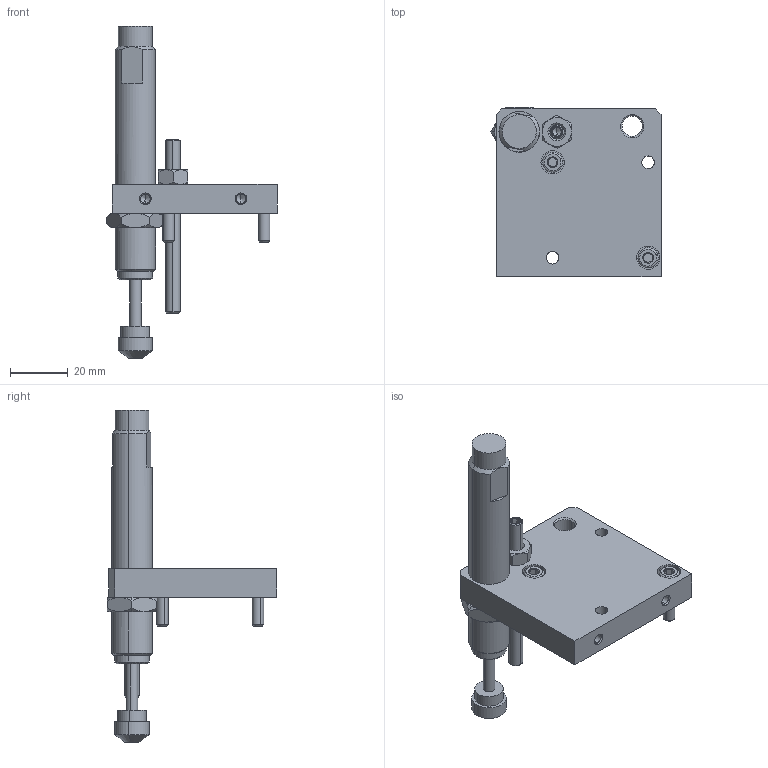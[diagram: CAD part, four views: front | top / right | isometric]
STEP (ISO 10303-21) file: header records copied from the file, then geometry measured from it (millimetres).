
FILE_DESCRIPTION(('STEP AP203'),'1');
FILE_NAME('1258-0001.stp','2023-03-24T09:29:29',('TraceParts'),('TraceParts S.A.'),'Spatial InterOp 3D',' ',' ');
FILE_SCHEMA(('CONFIG_CONTROL_DESIGN'));
Length unit declared in the file: millimetre
Products named in the file (1): 1
Bounding box: 58.81 x 58.5 x 114.7 mm (x, y, z)
Volume: 46585.5 mm3; surface area: 17668.9 mm2
Topology: 7 solids, 8 shells, 244 faces, 541 edges, 322 vertices
Faces by surface type: cone 106, plane 74, cylinder 58, torus 4, bspline 2
Entity records: 7163 total; most frequent: CARTESIAN_POINT 1686, DIRECTION 1192, ORIENTED_EDGE 1070, EDGE_CURVE 535, AXIS2_PLACEMENT_3D 487, VERTEX_POINT 322, EDGE_LOOP 279, ADVANCED_FACE 244
